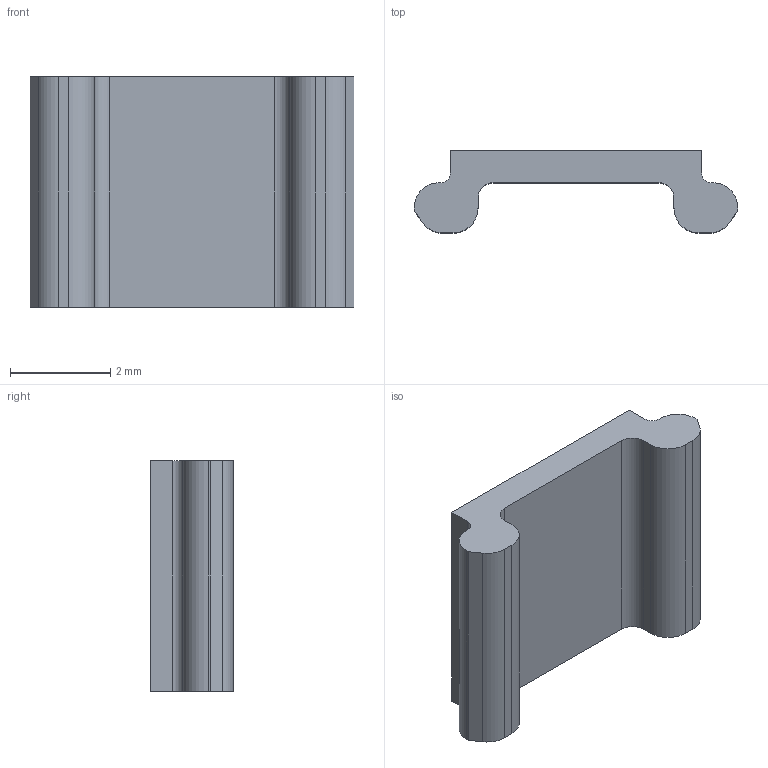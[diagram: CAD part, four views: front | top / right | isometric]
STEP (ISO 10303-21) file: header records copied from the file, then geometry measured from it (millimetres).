
FILE_DESCRIPTION(('SolidDesigner STEP Export'),'2;1');
FILE_NAME('0828744_UCT_TMF_5-select.stp','2013-01-22T 9:28:41',(''),(''),'Creo Elements/Direct Modeling STEP processor for AP214 (Solid Model)','Creo Elements/Direct Modeling 18.1 06-May-2012 (C) Parametric Technology GmbH','');
FILE_SCHEMA(('AUTOMOTIVE_DESIGN { 1 0 10303 214 1 1 1 1 }'));
Length unit declared in the file: millimetre
Products named in the file (2): 0828744_UCT_TMF_5-select
Assembly tree (1 placements, depth 2):
  0828744_UCT_TMF_5-select
    0828744_UCT_TMF_5-select
Bounding box: 6.45 x 1.64 x 4.6 mm (x, y, z)
Volume: 25 mm3; surface area: 86.2 mm2
Topology: 1 solids, 1 shells, 26 faces, 72 edges, 48 vertices
Faces by surface type: plane 16, cylinder 10
Entity records: 1089 total; most frequent: CARTESIAN_POINT 148, DIRECTION 148, ORIENTED_EDGE 144, EDGE_CURVE 72, VECTOR 52, LINE 52, AXIS2_PLACEMENT_3D 48, VERTEX_POINT 48
